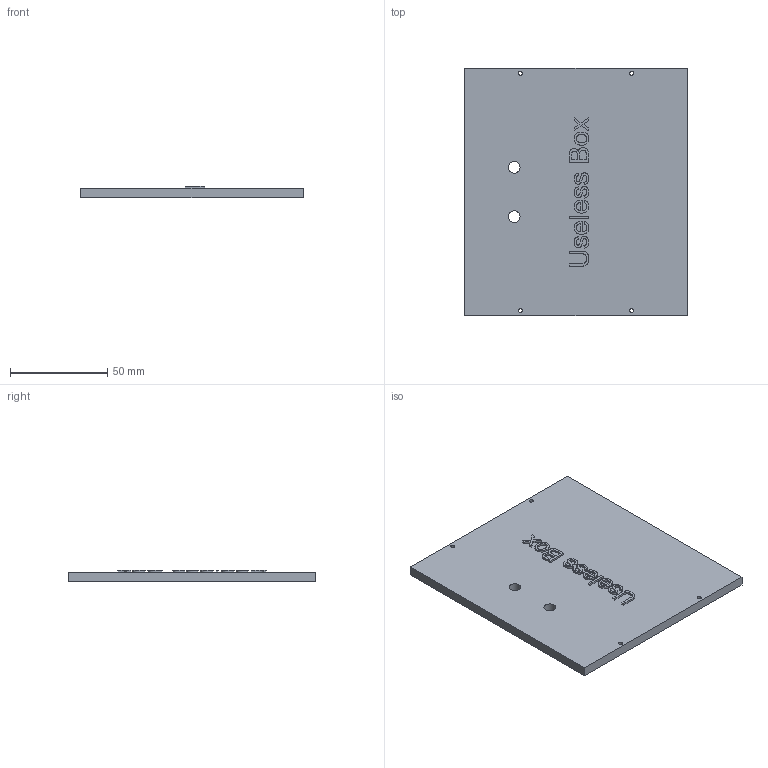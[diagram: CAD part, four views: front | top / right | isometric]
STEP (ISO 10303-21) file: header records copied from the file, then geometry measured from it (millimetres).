
FILE_DESCRIPTION(/* description */ (''),/* implementation_level */ '2;1');
FILE_NAME(/* name */ 'UselessBoxTop v6.step',/* time_stamp */ '2022-03-13T16:22:48-04:00',/* author */ (''),/* organization */ (''),/* preprocessor_version */ 'ST-DEVELOPER v18.1',/* originating_system */ 'Autodesk Translation Framework v10.13.0.1454',/* authorisation */ '');
FILE_SCHEMA (('AUTOMOTIVE_DESIGN { 1 0 10303 214 3 1 1 }'));
Length unit declared in the file: millimetre
Products named in the file (1): UselessBoxTop
Bounding box: 114.3 x 127 x 6 mm (x, y, z)
Volume: 72468.6 mm3; surface area: 32044.8 mm2
Topology: 1 solids, 1 shells, 252 faces, 705 edges, 470 vertices
Faces by surface type: bspline 181, plane 65, cylinder 6
Full cylindrical faces by diameter (mm): 2.1 x4, 6 x2
Entity records: 9808 total; most frequent: CARTESIAN_POINT 4505, ORIENTED_EDGE 1410, EDGE_CURVE 705, DIRECTION 499, VERTEX_POINT 470, B_SPLINE_CURVE_WITH_KNOTS 362, LINE 331, VECTOR 331
